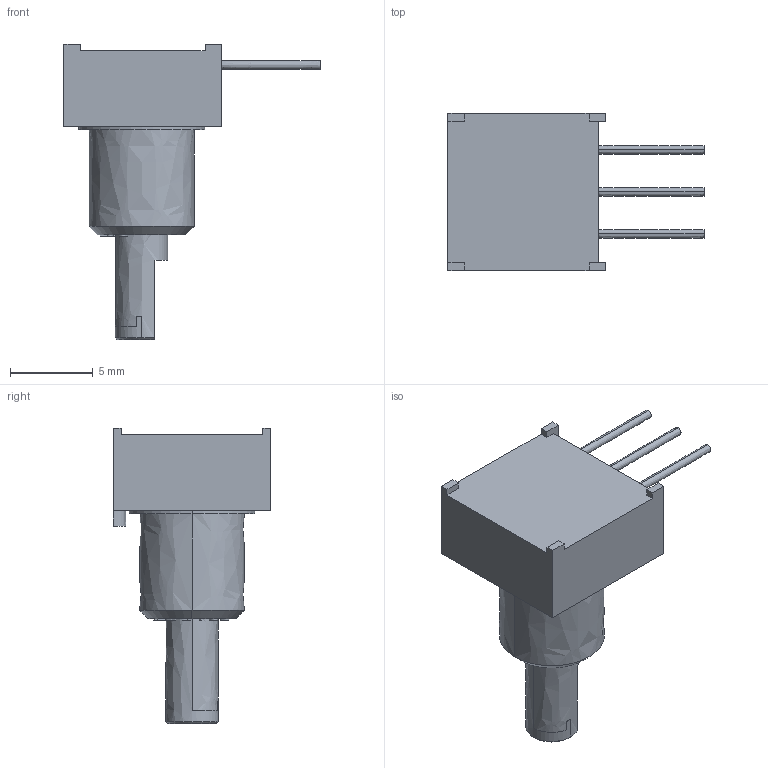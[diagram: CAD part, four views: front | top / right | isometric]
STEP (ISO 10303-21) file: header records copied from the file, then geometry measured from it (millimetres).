
FILE_DESCRIPTION((''),'2;1');
FILE_NAME('3310C-001','2009-03-18T',('RICKB'),('Bourns, Inc.'),'PRO/ENGINEER BY PARAMETRIC TECHNOLOGY CORPORATION, 2001200','PRO/ENGINEER BY PARAMETRIC TECHNOLOGY CORPORATION, 2001200','');
FILE_SCHEMA(('AUTOMOTIVE_DESIGN_CC2 { 1 2 10303 214 -1 1 5 2 }'));
Length unit declared in the file: inch
Products named in the file (1): 3310C-001
Bounding box: 15.49 x 9.53 x 17.88 mm (x, y, z)
Volume: 655.3 mm3; surface area: 586.9 mm2
Topology: 1 solids, 1 shells, 182 faces, 499 edges, 333 vertices
Faces by surface type: bspline 182
Entity records: 7442 total; most frequent: CARTESIAN_POINT 2055, ORIENTED_EDGE 998, DIRECTION 535, EDGE_CURVE 499, VECTOR 457, LINE 457, VERTEX_POINT 333, EDGE_LOOP 196
